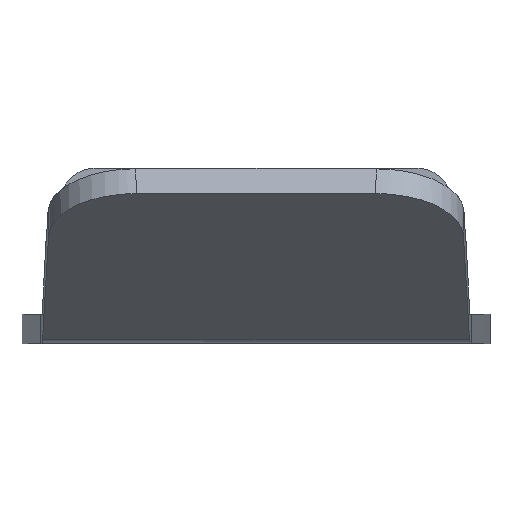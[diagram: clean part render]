
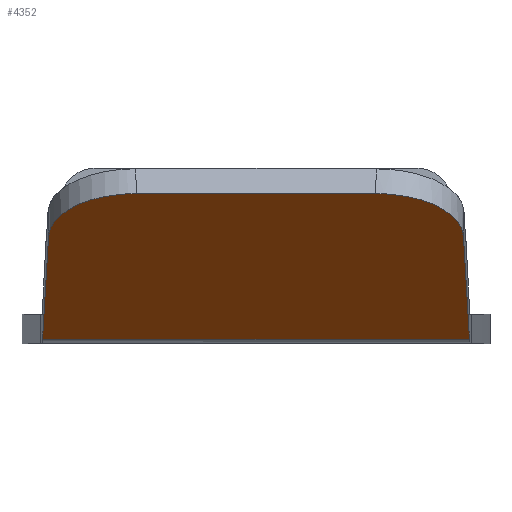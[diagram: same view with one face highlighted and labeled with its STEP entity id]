
A CAD part, left-side view. The second image highlights one B-rep face of the part: STEP entity #4352.
In plain terms, the highlighted planar face has unit normal (-0.5, 0, -0.866).
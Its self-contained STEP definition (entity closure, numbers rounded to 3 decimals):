
#85=DIRECTION('',(0.,-1.,0.));
#86=VECTOR('',#85,72.961);
#87=CARTESIAN_POINT('',(-296.942,36.48,0.804));
#88=LINE('',#87,#86);
#89=CARTESIAN_POINT('',(-296.942,-36.48,0.804));
#100=DIRECTION('',(0.,-1.,0.));
#101=VECTOR('',#100,40.928);
#102=CARTESIAN_POINT('',(-340.,20.464,25.663));
#103=LINE('',#102,#101);
#104=CARTESIAN_POINT('',(-327.411,-35.46,18.395));
#105=CARTESIAN_POINT('',(-317.255,-35.822,12.532));
#106=CARTESIAN_POINT('',(-307.099,-36.162,6.668));
#107=CARTESIAN_POINT('',(-296.942,-36.48,
0.804));
#109=CARTESIAN_POINT('',(-327.41,35.46,18.395));
#110=CARTESIAN_POINT('',(-328.549,35.419,19.052));
#111=CARTESIAN_POINT('',(-330.734,35.007,20.313));
#112=CARTESIAN_POINT('',(-333.819,33.436,22.095));
#113=CARTESIAN_POINT('',(-336.438,31.021,23.606));
#114=CARTESIAN_POINT('',(-338.447,27.924,24.766));
#115=CARTESIAN_POINT('',(-339.711,24.314,25.496));
#116=CARTESIAN_POINT('',(-340.,21.781,25.663));
#117=CARTESIAN_POINT('',(-340.,20.464,25.663));
#1663=CARTESIAN_POINT('',(-327.41,-35.46,
18.395));
#1664=CARTESIAN_POINT('',(-328.547,-35.419,
19.051));
#1665=CARTESIAN_POINT('',(-330.727,-35.009,
20.31));
#1666=CARTESIAN_POINT('',(-333.814,-33.44,
22.092));
#1667=CARTESIAN_POINT('',(-336.437,-31.022,
23.606));
#1668=CARTESIAN_POINT('',(-338.449,-27.92,
24.768));
#1669=CARTESIAN_POINT('',(-339.712,-24.308,
25.497));
#1670=CARTESIAN_POINT('',(-340.,-21.778,
25.663));
#1671=CARTESIAN_POINT('',(-340.,-20.464,
25.663));
#1912=CARTESIAN_POINT('',(-327.41,35.46,18.395));
#1914=CARTESIAN_POINT('',(-327.411,35.46,18.395));
#1915=CARTESIAN_POINT('',(-317.255,35.822,12.532));
#1916=CARTESIAN_POINT('',(-307.099,36.162,6.668));
#1917=CARTESIAN_POINT('',(-296.942,36.48,
0.804));
#3526=VERTEX_POINT('',#89);
#3527=VERTEX_POINT('',#104);
#3705=VERTEX_POINT('',#1912);
#3706=VERTEX_POINT('',#1917);
#3707=CARTESIAN_POINT('',(-340.,20.464,25.663));
#3708=VERTEX_POINT('',#3707);
#3709=CARTESIAN_POINT('',(-340.,-20.464,
25.663));
#3710=VERTEX_POINT('',#3709);
#4334=CARTESIAN_POINT('',(-344.641,-89.665,28.343));
#4335=DIRECTION('',(0.5,0.,0.866));
#4336=DIRECTION('',(0.866,0.,-0.5));
#4337=AXIS2_PLACEMENT_3D('',#4334,#4335,#4336);
#4338=PLANE('',#4337);
#4340=ORIENTED_EDGE('',*,*,#4339,.T.);
#4342=ORIENTED_EDGE('',*,*,#4341,.F.);
#4344=ORIENTED_EDGE('',*,*,#4343,.T.);
#4345=ORIENTED_EDGE('',*,*,#4324,.F.);
#4347=ORIENTED_EDGE('',*,*,#4346,.F.);
#4349=ORIENTED_EDGE('',*,*,#4348,.T.);
#4350=EDGE_LOOP('',(#4340,#4342,#4344,#4345,#4347,#4349));
#4351=FACE_OUTER_BOUND('',#4350,.F.);
#4352=ADVANCED_FACE('',(#4351),#4338,.F.);
#108=B_SPLINE_CURVE_WITH_KNOTS('',3,(#104,#105,#106,#107),.UNSPECIFIED.,.F.,.F.,
(4,4),(0.,1.),.UNSPECIFIED.);
#118=B_SPLINE_CURVE_WITH_KNOTS('',3,(#109,#110,#111,#112,#113,#114,#115,#116,
#117),.UNSPECIFIED.,.F.,.F.,(4,1,1,1,1,1,4),(0.,0.167,
0.333,0.5,0.667,0.833,1.),
.UNSPECIFIED.);
#1672=B_SPLINE_CURVE_WITH_KNOTS('',3,(#1663,#1664,#1665,#1666,#1667,#1668,#1669,
#1670,#1671),.UNSPECIFIED.,.F.,.F.,(4,1,1,1,1,1,4),(0.,0.167,
0.333,0.5,0.667,0.833,1.),
.UNSPECIFIED.);
#1918=B_SPLINE_CURVE_WITH_KNOTS('',3,(#1914,#1915,#1916,#1917),.UNSPECIFIED.,
.F.,.F.,(4,4),(0.,1.),.UNSPECIFIED.);
#4324=EDGE_CURVE('',#3706,#3526,#88,.T.);
#4339=EDGE_CURVE('',#3708,#3710,#103,.T.);
#4341=EDGE_CURVE('',#3527,#3710,#1672,.T.);
#4343=EDGE_CURVE('',#3527,#3526,#108,.T.);
#4346=EDGE_CURVE('',#3705,#3706,#1918,.T.);
#4348=EDGE_CURVE('',#3705,#3708,#118,.T.);
